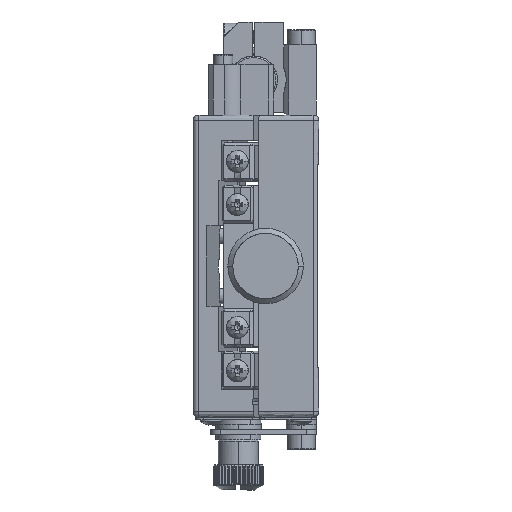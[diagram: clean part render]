
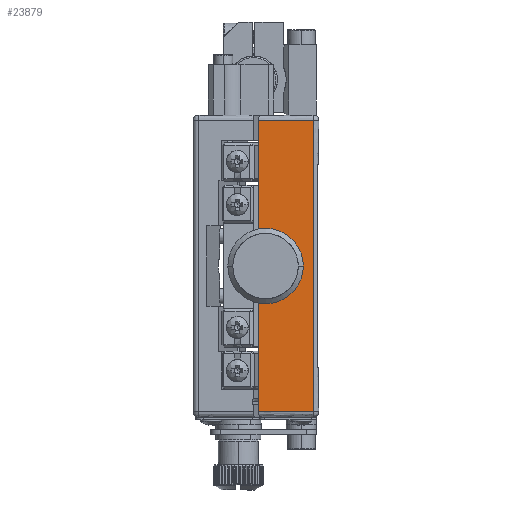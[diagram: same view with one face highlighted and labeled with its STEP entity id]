
A CAD part, left-side view. The second image highlights one B-rep face of the part: STEP entity #23879.
In plain terms, the highlighted planar face has unit normal (1, 0, 0).
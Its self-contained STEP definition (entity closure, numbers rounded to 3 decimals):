
#738 = CARTESIAN_POINT ( 'NONE',  ( -30., -88.028, 29. ) ) ;
#1055 = VECTOR ( 'NONE', #66377, 1000. ) ;
#2053 = DIRECTION ( 'NONE',  ( 1., 0., 0. ) ) ;
#2433 = PLANE ( 'NONE',  #49650 ) ;
#3411 = VECTOR ( 'NONE', #47874, 1000. ) ;
#14451 = CARTESIAN_POINT ( 'NONE',  ( -30., -88.028, 29. ) ) ;
#15188 = FACE_OUTER_BOUND ( 'NONE', #51669, .T. ) ;
#15587 = LINE ( 'NONE', #14451, #35601 ) ;
#16905 = LINE ( 'NONE', #65297, #3411 ) ;
#17233 = ORIENTED_EDGE ( 'NONE', *, *, #55321, .T. ) ;
#18062 = DIRECTION ( 'NONE',  ( 0., 0., -1. ) ) ;
#22631 = CARTESIAN_POINT ( 'NONE',  ( -30., -99., -29. ) ) ;
#23879 = ADVANCED_FACE ( 'NONE', ( #15188 ), #2433, .T. ) ;
#23893 = CARTESIAN_POINT ( 'NONE',  ( -30., -99., 29. ) ) ;
#24025 = ORIENTED_EDGE ( 'NONE', *, *, #41734, .T. ) ;
#25013 = VERTEX_POINT ( 'NONE', #22631 ) ;
#25690 = DIRECTION ( 'NONE',  ( 0., -1., 0. ) ) ;
#26418 = VECTOR ( 'NONE', #18062, 1000. ) ;
#26804 = VERTEX_POINT ( 'NONE', #738 ) ;
#27260 = CARTESIAN_POINT ( 'NONE',  ( -30., -88.028, -29. ) ) ;
#28292 = CARTESIAN_POINT ( 'NONE',  ( -30., -99., 29. ) ) ;
#35601 = VECTOR ( 'NONE', #68660, 1000. ) ;
#38583 = VERTEX_POINT ( 'NONE', #28292 ) ;
#40748 = EDGE_CURVE ( 'NONE', #50869, #26804, #15587, .T. ) ;
#41734 = EDGE_CURVE ( 'NONE', #25013, #50869, #55527, .T. ) ;
#44633 = CARTESIAN_POINT ( 'NONE',  ( -30., -88.028, 29. ) ) ;
#47874 = DIRECTION ( 'NONE',  ( 0., -1., 0. ) ) ;
#49650 = AXIS2_PLACEMENT_3D ( 'NONE', #44633, #2053, #25690 ) ;
#50869 = VERTEX_POINT ( 'NONE', #27260 ) ;
#51522 = EDGE_CURVE ( 'NONE', #26804, #38583, #16905, .T. ) ;
#51669 = EDGE_LOOP ( 'NONE', ( #66851, #17233, #24025, #63089 ) ) ;
#55321 = EDGE_CURVE ( 'NONE', #38583, #25013, #59132, .T. ) ;
#55527 = LINE ( 'NONE', #72942, #1055 ) ;
#59132 = LINE ( 'NONE', #23893, #26418 ) ;
#63089 = ORIENTED_EDGE ( 'NONE', *, *, #40748, .T. ) ;
#65297 = CARTESIAN_POINT ( 'NONE',  ( -30., -88.028, 29. ) ) ;
#66377 = DIRECTION ( 'NONE',  ( 0., 1., 0. ) ) ;
#66851 = ORIENTED_EDGE ( 'NONE', *, *, #51522, .T. ) ;
#68660 = DIRECTION ( 'NONE',  ( 0., 0., 1. ) ) ;
#72942 = CARTESIAN_POINT ( 'NONE',  ( -30., -88.028, -29. ) ) ;
